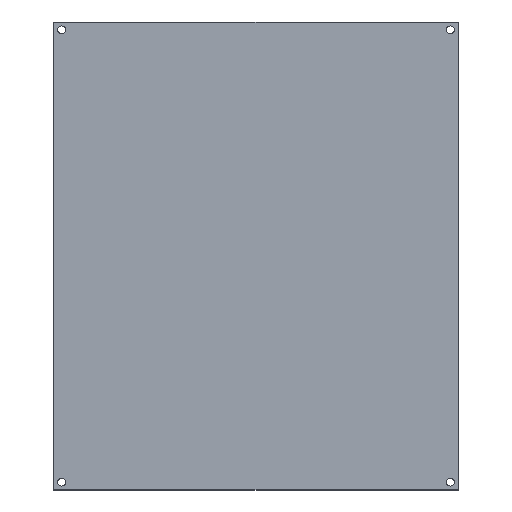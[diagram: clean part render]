
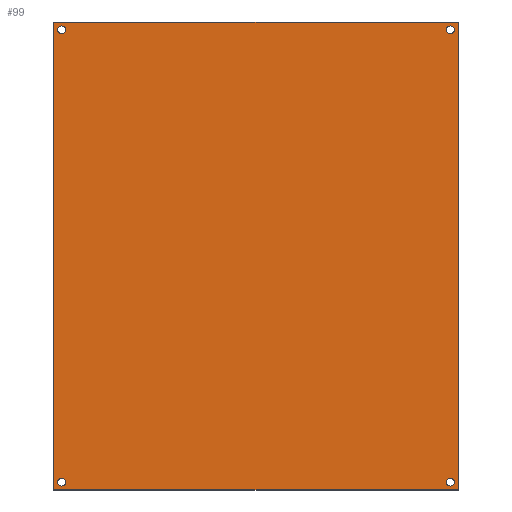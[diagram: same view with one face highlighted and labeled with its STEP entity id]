
A CAD part, top view. The second image highlights one B-rep face of the part: STEP entity #99.
In plain terms, the highlighted planar face has unit normal (0, 0, 1).
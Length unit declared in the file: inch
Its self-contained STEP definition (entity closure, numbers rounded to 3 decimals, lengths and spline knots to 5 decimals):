
#8 = CIRCLE ( 'NONE', #344, 0.125 ) ;
#11 = DIRECTION ( 'NONE',  ( 0., 0., -1. ) ) ;
#12 = CARTESIAN_POINT ( 'NONE',  ( -6.375, 7.375, 0.115 ) ) ;
#13 = AXIS2_PLACEMENT_3D ( 'NONE', #173, #233, #30 ) ;
#17 = DIRECTION ( 'NONE',  ( 1., 0., 0. ) ) ;
#29 = EDGE_LOOP ( 'NONE', ( #324 ) ) ;
#30 = DIRECTION ( 'NONE',  ( 1., 0., 0. ) ) ;
#36 = CIRCLE ( 'NONE', #136, 0.125 ) ;
#43 = EDGE_LOOP ( 'NONE', ( #270 ) ) ;
#46 = CARTESIAN_POINT ( 'NONE',  ( -6.125, -7.125, 0.115 ) ) ;
#49 = CARTESIAN_POINT ( 'NONE',  ( 6.125, -7.125, 0.115 ) ) ;
#51 = CIRCLE ( 'NONE', #197, 0.125 ) ;
#56 = ORIENTED_EDGE ( 'NONE', *, *, #102, .T. ) ;
#65 = EDGE_LOOP ( 'NONE', ( #56 ) ) ;
#66 = VERTEX_POINT ( 'NONE', #116 ) ;
#73 = AXIS2_PLACEMENT_3D ( 'NONE', #346, #145, #342 ) ;
#74 = DIRECTION ( 'NONE',  ( -1., 0., 0. ) ) ;
#77 = VERTEX_POINT ( 'NONE', #357 ) ;
#93 = FACE_BOUND ( 'NONE', #162, .T. ) ;
#99 = ADVANCED_FACE ( 'NONE', ( #93, #208, #260, #146, #259 ), #316, .T. ) ;
#102 = EDGE_CURVE ( 'NONE', #77, #77, #372, .T. ) ;
#108 = DIRECTION ( 'NONE',  ( 0., 0., -1. ) ) ;
#116 = CARTESIAN_POINT ( 'NONE',  ( -6.375, 7.375, 0.115 ) ) ;
#122 = DIRECTION ( 'NONE',  ( 0., -1., 0. ) ) ;
#128 = VERTEX_POINT ( 'NONE', #206 ) ;
#136 = AXIS2_PLACEMENT_3D ( 'NONE', #46, #108, #245 ) ;
#145 = DIRECTION ( 'NONE',  ( 0., 0., -1. ) ) ;
#146 = FACE_BOUND ( 'NONE', #43, .T. ) ;
#154 = DIRECTION ( 'NONE',  ( 1., 0., 0. ) ) ;
#155 = CARTESIAN_POINT ( 'NONE',  ( 6.375, -7.375, 0.115 ) ) ;
#157 = VERTEX_POINT ( 'NONE', #217 ) ;
#159 = VERTEX_POINT ( 'NONE', #163 ) ;
#160 = CARTESIAN_POINT ( 'NONE',  ( -6.375, -7.375, 0.115 ) ) ;
#161 = VERTEX_POINT ( 'NONE', #215 ) ;
#162 = EDGE_LOOP ( 'NONE', ( #288 ) ) ;
#163 = CARTESIAN_POINT ( 'NONE',  ( 6.375, -7.375, 0.115 ) ) ;
#166 = DIRECTION ( 'NONE',  ( 1., 0., 0. ) ) ;
#173 = CARTESIAN_POINT ( 'NONE',  ( 0., 0., 0.115 ) ) ;
#182 = EDGE_CURVE ( 'NONE', #201, #66, #221, .T. ) ;
#186 = CARTESIAN_POINT ( 'NONE',  ( 6.125, 7.125, 0.115 ) ) ;
#197 = AXIS2_PLACEMENT_3D ( 'NONE', #49, #299, #17 ) ;
#201 = VERTEX_POINT ( 'NONE', #273 ) ;
#206 = CARTESIAN_POINT ( 'NONE',  ( 6.375, 7.375, 0.115 ) ) ;
#208 = FACE_BOUND ( 'NONE', #65, .T. ) ;
#215 = CARTESIAN_POINT ( 'NONE',  ( 6.25, -7.125, 0.115 ) ) ;
#217 = CARTESIAN_POINT ( 'NONE',  ( -6., -7.125, 0.115 ) ) ;
#219 = VECTOR ( 'NONE', #74, 39.37008 ) ;
#221 = LINE ( 'NONE', #160, #328 ) ;
#227 = ORIENTED_EDGE ( 'NONE', *, *, #230, .F. ) ;
#230 = EDGE_CURVE ( 'NONE', #66, #128, #361, .T. ) ;
#232 = VECTOR ( 'NONE', #154, 39.37008 ) ;
#233 = DIRECTION ( 'NONE',  ( 0., 0., 1. ) ) ;
#238 = VECTOR ( 'NONE', #122, 39.37008 ) ;
#243 = LINE ( 'NONE', #155, #219 ) ;
#245 = DIRECTION ( 'NONE',  ( 1., 0., 0. ) ) ;
#259 = FACE_OUTER_BOUND ( 'NONE', #354, .T. ) ;
#260 = FACE_BOUND ( 'NONE', #29, .T. ) ;
#266 = CARTESIAN_POINT ( 'NONE',  ( 6.25, 7.125, 0.115 ) ) ;
#270 = ORIENTED_EDGE ( 'NONE', *, *, #293, .T. ) ;
#271 = DIRECTION ( 'NONE',  ( 0., 1., 0. ) ) ;
#273 = CARTESIAN_POINT ( 'NONE',  ( -6.375, -7.375, 0.115 ) ) ;
#288 = ORIENTED_EDGE ( 'NONE', *, *, #331, .T. ) ;
#293 = EDGE_CURVE ( 'NONE', #161, #161, #51, .T. ) ;
#296 = CARTESIAN_POINT ( 'NONE',  ( 6.375, 7.375, 0.115 ) ) ;
#299 = DIRECTION ( 'NONE',  ( 0., 0., -1. ) ) ;
#307 = EDGE_CURVE ( 'NONE', #360, #360, #8, .T. ) ;
#316 = PLANE ( 'NONE',  #13 ) ;
#322 = ORIENTED_EDGE ( 'NONE', *, *, #336, .F. ) ;
#324 = ORIENTED_EDGE ( 'NONE', *, *, #307, .T. ) ;
#328 = VECTOR ( 'NONE', #271, 39.37008 ) ;
#329 = ORIENTED_EDGE ( 'NONE', *, *, #182, .F. ) ;
#331 = EDGE_CURVE ( 'NONE', #157, #157, #36, .T. ) ;
#336 = EDGE_CURVE ( 'NONE', #128, #159, #353, .T. ) ;
#340 = ORIENTED_EDGE ( 'NONE', *, *, #352, .F. ) ;
#342 = DIRECTION ( 'NONE',  ( 1., 0., 0. ) ) ;
#344 = AXIS2_PLACEMENT_3D ( 'NONE', #186, #11, #166 ) ;
#346 = CARTESIAN_POINT ( 'NONE',  ( -6.125, 7.125, 0.115 ) ) ;
#352 = EDGE_CURVE ( 'NONE', #159, #201, #243, .T. ) ;
#353 = LINE ( 'NONE', #296, #238 ) ;
#354 = EDGE_LOOP ( 'NONE', ( #329, #340, #322, #227 ) ) ;
#357 = CARTESIAN_POINT ( 'NONE',  ( -6., 7.125, 0.115 ) ) ;
#360 = VERTEX_POINT ( 'NONE', #266 ) ;
#361 = LINE ( 'NONE', #12, #232 ) ;
#372 = CIRCLE ( 'NONE', #73, 0.125 ) ;
